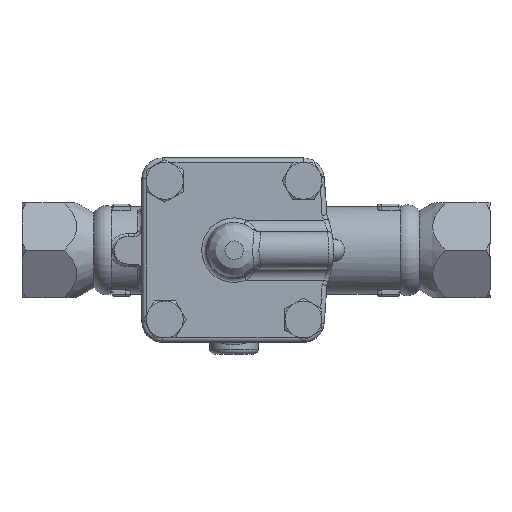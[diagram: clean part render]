
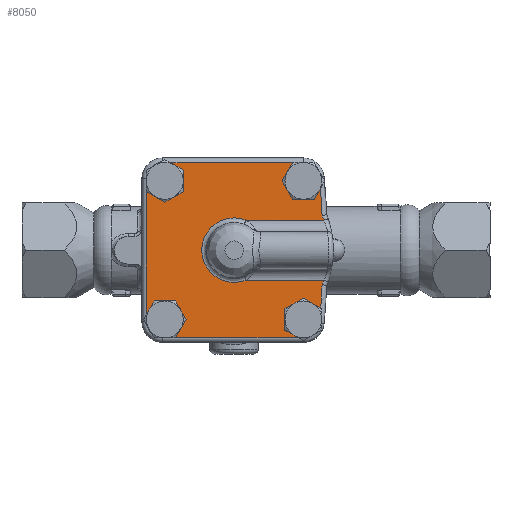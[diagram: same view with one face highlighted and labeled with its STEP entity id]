
A CAD part, top view. The second image highlights one B-rep face of the part: STEP entity #8050.
In plain terms, the highlighted planar face has unit normal (0, 0, 1).
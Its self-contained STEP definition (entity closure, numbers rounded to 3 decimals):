
#7236=CARTESIAN_POINT('',(-22.052,34.671,81.5));
#7237=VERTEX_POINT('',#7236);
#7244=CARTESIAN_POINT('',(-27.818,38.0,81.5));
#7245=VERTEX_POINT('',#7244);
#7246=CARTESIAN_POINT('',(-27.818,38.0,81.5));
#7247=DIRECTION('',(0.866,-0.5,0.));
#7248=VECTOR('',#7247,6.658);
#7249=LINE('',#7246,#7248);
#7250=EDGE_CURVE('',#7245,#7237,#7249,.T.);
#7269=CARTESIAN_POINT('',(-22.052,25.433,81.5));
#7270=VERTEX_POINT('',#7269);
#7277=CARTESIAN_POINT('',(-22.052,34.671,81.5));
#7278=DIRECTION('',(0.0,-1.0,0.0));
#7279=VECTOR('',#7278,9.238);
#7280=LINE('',#7277,#7279);
#7281=EDGE_CURVE('',#7237,#7270,#7280,.T.);
#7294=CARTESIAN_POINT('',(-30.052,20.814,81.5));
#7295=VERTEX_POINT('',#7294);
#7302=CARTESIAN_POINT('',(-22.052,25.433,81.5));
#7303=DIRECTION('',(-0.866,-0.5,0.));
#7304=VECTOR('',#7303,9.238);
#7305=LINE('',#7302,#7304);
#7306=EDGE_CURVE('',#7270,#7295,#7305,.T.);
#7351=CARTESIAN_POINT('',(34.671,22.052,81.5));
#7352=VERTEX_POINT('',#7351);
#7359=CARTESIAN_POINT('',(37.433,26.836,81.5));
#7360=VERTEX_POINT('',#7359);
#7361=CARTESIAN_POINT('',(37.433,26.836,81.5));
#7362=DIRECTION('',(-0.5,-0.866,0.));
#7363=VECTOR('',#7362,5.524);
#7364=LINE('',#7361,#7363);
#7365=EDGE_CURVE('',#7360,#7352,#7364,.T.);
#7384=CARTESIAN_POINT('',(25.433,22.052,81.5));
#7385=VERTEX_POINT('',#7384);
#7392=CARTESIAN_POINT('',(34.671,22.052,81.5));
#7393=DIRECTION('',(-1.0,0.0,0.0));
#7394=VECTOR('',#7393,9.238);
#7395=LINE('',#7392,#7394);
#7396=EDGE_CURVE('',#7352,#7385,#7395,.T.);
#7409=CARTESIAN_POINT('',(20.814,30.052,81.5));
#7410=VERTEX_POINT('',#7409);
#7417=CARTESIAN_POINT('',(25.433,22.052,81.5));
#7418=DIRECTION('',(-0.5,0.866,0.));
#7419=VECTOR('',#7418,9.238);
#7420=LINE('',#7417,#7419);
#7421=EDGE_CURVE('',#7385,#7410,#7420,.T.);
#7466=CARTESIAN_POINT('',(22.052,-34.671,81.5));
#7467=VERTEX_POINT('',#7466);
#7474=CARTESIAN_POINT('',(27.818,-38.,81.5));
#7475=VERTEX_POINT('',#7474);
#7476=CARTESIAN_POINT('',(27.818,-38.,81.5));
#7477=DIRECTION('',(-0.866,0.5,0.));
#7478=VECTOR('',#7477,6.658);
#7479=LINE('',#7476,#7478);
#7480=EDGE_CURVE('',#7475,#7467,#7479,.T.);
#7499=CARTESIAN_POINT('',(22.052,-25.433,81.5));
#7500=VERTEX_POINT('',#7499);
#7507=CARTESIAN_POINT('',(22.052,-34.671,81.5));
#7508=DIRECTION('',(0.0,1.0,0.0));
#7509=VECTOR('',#7508,9.238);
#7510=LINE('',#7507,#7509);
#7511=EDGE_CURVE('',#7467,#7500,#7510,.T.);
#7524=CARTESIAN_POINT('',(30.052,-20.814,81.5));
#7525=VERTEX_POINT('',#7524);
#7532=CARTESIAN_POINT('',(22.052,-25.433,81.5));
#7533=DIRECTION('',(0.866,0.5,0.));
#7534=VECTOR('',#7533,9.238);
#7535=LINE('',#7532,#7534);
#7536=EDGE_CURVE('',#7500,#7525,#7535,.T.);
#7601=CARTESIAN_POINT('',(-38.,25.403,81.5));
#7602=VERTEX_POINT('',#7601);
#7654=CARTESIAN_POINT('',(-30.052,20.814,81.5));
#7655=DIRECTION('',(-0.866,0.5,0.0));
#7656=VECTOR('',#7655,9.178);
#7657=LINE('',#7654,#7656);
#7658=EDGE_CURVE('',#7295,#7602,#7657,.T.);
#7717=CARTESIAN_POINT('',(25.403,38.,81.5));
#7718=VERTEX_POINT('',#7717);
#7775=CARTESIAN_POINT('',(20.814,30.052,81.5));
#7776=DIRECTION('',(0.5,0.866,0.));
#7777=VECTOR('',#7776,9.178);
#7778=LINE('',#7775,#7777);
#7779=EDGE_CURVE('',#7410,#7718,#7778,.T.);
#7838=CARTESIAN_POINT('',(37.563,-25.151,81.5));
#7839=VERTEX_POINT('',#7838);
#7896=CARTESIAN_POINT('',(30.052,-20.814,81.5));
#7897=DIRECTION('',(0.866,-0.5,0.0));
#7898=VECTOR('',#7897,8.673);
#7899=LINE('',#7896,#7898);
#7900=EDGE_CURVE('',#7525,#7839,#7899,.T.);
#7920=CARTESIAN_POINT('',(41.117,0.,81.5));
#7921=DIRECTION('',(0.0,0.0,1.0));
#7922=DIRECTION('',(1.0,0.0,0.0));
#7923=AXIS2_PLACEMENT_3D('',#7920,#7921,#7922);
#7924=PLANE('',#7923);
#7925=ORIENTED_EDGE('',*,*,#7658,.T.);
#7926=CARTESIAN_POINT('',(-38.,-27.818,81.5));
#7927=VERTEX_POINT('',#7926);
#7928=CARTESIAN_POINT('',(-38.,-27.818,81.5));
#7929=DIRECTION('',(0.0,1.0,0.0));
#7930=VECTOR('',#7929,53.222);
#7931=LINE('',#7928,#7930);
#7932=EDGE_CURVE('',#7927,#7602,#7931,.T.);
#7933=ORIENTED_EDGE('',*,*,#7932,.F.);
#7934=CARTESIAN_POINT('',(-34.671,-22.052,81.5));
#7935=VERTEX_POINT('',#7934);
#7936=CARTESIAN_POINT('',(-38.,-27.818,81.5));
#7937=DIRECTION('',(0.5,0.866,0.));
#7938=VECTOR('',#7937,6.658);
#7939=LINE('',#7936,#7938);
#7940=EDGE_CURVE('',#7927,#7935,#7939,.T.);
#7941=ORIENTED_EDGE('',*,*,#7940,.T.);
#7942=CARTESIAN_POINT('',(-25.433,-22.052,81.5));
#7943=VERTEX_POINT('',#7942);
#7944=CARTESIAN_POINT('',(-34.671,-22.052,81.5));
#7945=DIRECTION('',(1.0,0.0,0.0));
#7946=VECTOR('',#7945,9.238);
#7947=LINE('',#7944,#7946);
#7948=EDGE_CURVE('',#7935,#7943,#7947,.T.);
#7949=ORIENTED_EDGE('',*,*,#7948,.T.);
#7950=CARTESIAN_POINT('',(-20.814,-30.052,81.5));
#7951=VERTEX_POINT('',#7950);
#7952=CARTESIAN_POINT('',(-25.433,-22.052,81.5));
#7953=DIRECTION('',(0.5,-0.866,0.));
#7954=VECTOR('',#7953,9.238);
#7955=LINE('',#7952,#7954);
#7956=EDGE_CURVE('',#7943,#7951,#7955,.T.);
#7957=ORIENTED_EDGE('',*,*,#7956,.T.);
#7958=CARTESIAN_POINT('',(-25.403,-38.0,81.5));
#7959=VERTEX_POINT('',#7958);
#7960=CARTESIAN_POINT('',(-20.814,-30.052,81.5));
#7961=DIRECTION('',(-0.5,-0.866,0.));
#7962=VECTOR('',#7961,9.178);
#7963=LINE('',#7960,#7962);
#7964=EDGE_CURVE('',#7951,#7959,#7963,.T.);
#7965=ORIENTED_EDGE('',*,*,#7964,.T.);
#7966=CARTESIAN_POINT('',(27.818,-38.,81.5));
#7967=DIRECTION('',(-1.0,0.0,0.0));
#7968=VECTOR('',#7967,53.222);
#7969=LINE('',#7966,#7968);
#7970=EDGE_CURVE('',#7475,#7959,#7969,.T.);
#7971=ORIENTED_EDGE('',*,*,#7970,.F.);
#7972=ORIENTED_EDGE('',*,*,#7480,.T.);
#7973=ORIENTED_EDGE('',*,*,#7511,.T.);
#7974=ORIENTED_EDGE('',*,*,#7536,.T.);
#7975=ORIENTED_EDGE('',*,*,#7900,.T.);
#7976=CARTESIAN_POINT('',(38.168,-14.973,81.5));
#7977=VERTEX_POINT('',#7976);
#7978=CARTESIAN_POINT('',(-299.5,0.,81.5));
#7979=DIRECTION('',(0.,0.,-1.0));
#7980=DIRECTION('',(0.998,-0.069,0.));
#7981=AXIS2_PLACEMENT_3D('',#7978,#7979,#7980);
#7982=CIRCLE('',#7981,338.0);
#7983=EDGE_CURVE('',#7977,#7839,#7982,.T.);
#7984=ORIENTED_EDGE('',*,*,#7983,.F.);
#7985=CARTESIAN_POINT('',(38.885,-13.,81.5));
#7986=VERTEX_POINT('',#7985);
#7987=CARTESIAN_POINT('',(0.,0.,81.5));
#7988=DIRECTION('',(0.,0.,-1.0));
#7989=DIRECTION('',(0.944,-0.33,0.));
#7990=AXIS2_PLACEMENT_3D('',#7987,#7988,#7989);
#7991=CIRCLE('',#7990,41.);
#7992=EDGE_CURVE('',#7986,#7977,#7991,.T.);
#7993=ORIENTED_EDGE('',*,*,#7992,.F.);
#7994=CARTESIAN_POINT('',(5.197,-13.,81.5));
#7995=VERTEX_POINT('',#7994);
#7996=CARTESIAN_POINT('',(5.197,-13.,81.5));
#7997=DIRECTION('',(1.0,0.0,0.0));
#7998=VECTOR('',#7997,33.687);
#7999=LINE('',#7996,#7998);
#8000=EDGE_CURVE('',#7995,#7986,#7999,.T.);
#8001=ORIENTED_EDGE('',*,*,#8000,.F.);
#8002=CARTESIAN_POINT('',(5.197,13.,81.5));
#8003=VERTEX_POINT('',#8002);
#8004=CARTESIAN_POINT('',(0.,0.,81.5));
#8005=DIRECTION('',(0.0,0.0,1.0));
#8006=DIRECTION('',(-1.0,0.0,0.0));
#8007=AXIS2_PLACEMENT_3D('',#8004,#8005,#8006);
#8008=CIRCLE('',#8007,14.);
#8009=EDGE_CURVE('',#8003,#7995,#8008,.T.);
#8010=ORIENTED_EDGE('',*,*,#8009,.F.);
#8011=CARTESIAN_POINT('',(38.885,13.,81.5));
#8012=VERTEX_POINT('',#8011);
#8013=CARTESIAN_POINT('',(38.885,13.,81.5));
#8014=DIRECTION('',(-1.0,0.0,0.0));
#8015=VECTOR('',#8014,33.687);
#8016=LINE('',#8013,#8015);
#8017=EDGE_CURVE('',#8012,#8003,#8016,.T.);
#8018=ORIENTED_EDGE('',*,*,#8017,.F.);
#8019=CARTESIAN_POINT('',(38.168,14.973,81.5));
#8020=VERTEX_POINT('',#8019);
#8021=CARTESIAN_POINT('',(0.,0.,81.5));
#8022=DIRECTION('',(0.,0.,-1.));
#8023=DIRECTION('',(0.944,0.33,0.));
#8024=AXIS2_PLACEMENT_3D('',#8021,#8022,#8023);
#8025=CIRCLE('',#8024,41.);
#8026=EDGE_CURVE('',#8020,#8012,#8025,.T.);
#8027=ORIENTED_EDGE('',*,*,#8026,.F.);
#8028=CARTESIAN_POINT('',(-299.5,0.,81.5));
#8029=DIRECTION('',(0.,0.,-1.0));
#8030=DIRECTION('',(0.998,0.069,0.));
#8031=AXIS2_PLACEMENT_3D('',#8028,#8029,#8030);
#8032=CIRCLE('',#8031,338.0);
#8033=EDGE_CURVE('',#7360,#8020,#8032,.T.);
#8034=ORIENTED_EDGE('',*,*,#8033,.F.);
#8035=ORIENTED_EDGE('',*,*,#7365,.T.);
#8036=ORIENTED_EDGE('',*,*,#7396,.T.);
#8037=ORIENTED_EDGE('',*,*,#7421,.T.);
#8038=ORIENTED_EDGE('',*,*,#7779,.T.);
#8039=CARTESIAN_POINT('',(-27.818,38.0,81.5));
#8040=DIRECTION('',(1.0,0.0,0.0));
#8041=VECTOR('',#8040,53.222);
#8042=LINE('',#8039,#8041);
#8043=EDGE_CURVE('',#7245,#7718,#8042,.T.);
#8044=ORIENTED_EDGE('',*,*,#8043,.F.);
#8045=ORIENTED_EDGE('',*,*,#7250,.T.);
#8046=ORIENTED_EDGE('',*,*,#7281,.T.);
#8047=ORIENTED_EDGE('',*,*,#7306,.T.);
#8048=EDGE_LOOP('',(#7925,#7933,#7941,#7949,#7957,#7965,#7971,#7972,#7973,#7974,#7975,#7984,#7993,#8001,#8010,#8018,#8027,#8034,#8035,#8036,#8037,#8038,#8044,#8045,#8046,#8047));
#8049=FACE_OUTER_BOUND('',#8048,.T.);
#8050=ADVANCED_FACE('',(#8049),#7924,.T.);
